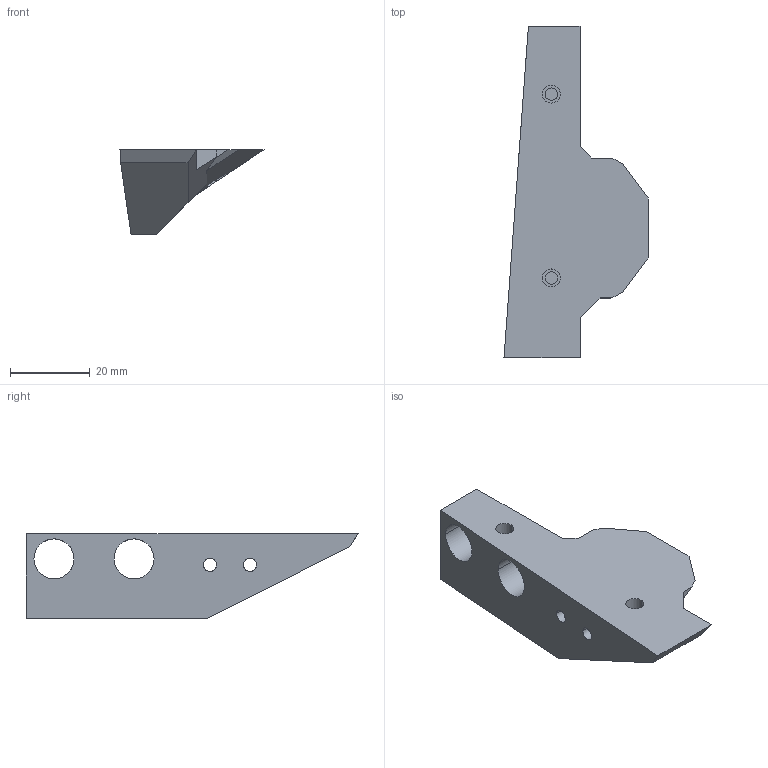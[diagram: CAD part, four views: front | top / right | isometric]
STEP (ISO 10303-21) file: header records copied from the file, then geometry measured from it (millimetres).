
FILE_DESCRIPTION((''),'2;1');
FILE_NAME('PRT0003_HOLDER','2022-03-31T18:50:25',('Dinu'),(''),'CREO PARAMETRIC BY PTC INC, 2021164','CREO PARAMETRIC BY PTC INC, 2021164','');
FILE_SCHEMA(('CONFIG_CONTROL_DESIGN'));
Length unit declared in the file: millimetre
Products named in the file (1): PRT0003_HOLDER
Bounding box: 36 x 83 x 21.14 mm (x, y, z)
Volume: 18255.1 mm3; surface area: 7692.2 mm2
Topology: 1 solids, 1 shells, 45 faces, 122 edges, 81 vertices
Faces by surface type: plane 25, cylinder 20
Entity records: 1772 total; most frequent: CARTESIAN_POINT 584, ORIENTED_EDGE 244, DIRECTION 224, EDGE_CURVE 122, VERTEX_POINT 81, AXIS2_PLACEMENT_3D 75, VECTOR 74, LINE 74
